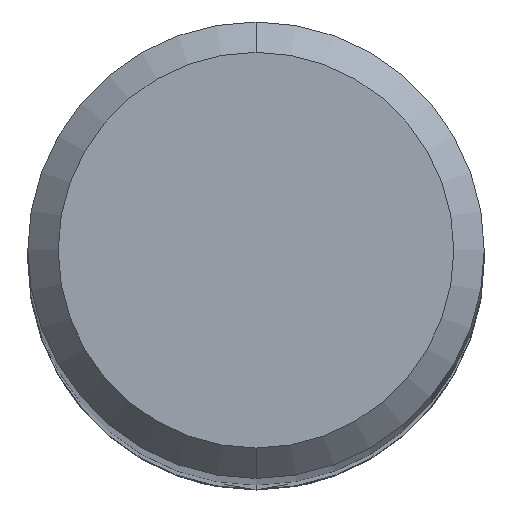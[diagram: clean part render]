
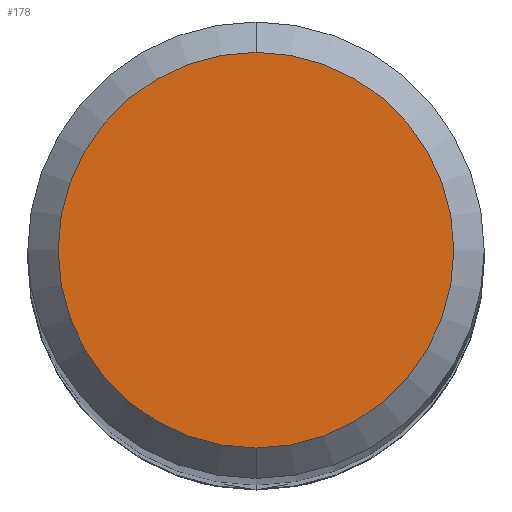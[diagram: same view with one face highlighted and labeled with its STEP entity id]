
A CAD part, top view. The second image highlights one B-rep face of the part: STEP entity #178.
In plain terms, the highlighted planar face has unit normal (0, 0, 1).
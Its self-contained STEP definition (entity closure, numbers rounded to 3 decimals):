
#146=VERTEX_POINT('',#314);
#164=EDGE_CURVE('',#146,#196,#336,.T.);
#174=EDGE_CURVE('',#196,#146,#348,.T.);
#178=ADVANCED_FACE('',(#352),#353,.T.);
#196=VERTEX_POINT('',#372);
#314=CARTESIAN_POINT('',(0.0,2.6,0.0));
#336=CIRCLE('',#526,2.6);
#348=CIRCLE('',#543,2.6);
#352=FACE_OUTER_BOUND('',#549,.T.);
#353=PLANE('',#550);
#372=CARTESIAN_POINT('',(0.,-2.6,0.0));
#526=AXIS2_PLACEMENT_3D('',#742,#743,#744);
#543=AXIS2_PLACEMENT_3D('',#760,#761,#762);
#549=EDGE_LOOP('',(#765,#766));
#550=AXIS2_PLACEMENT_3D('',#767,#768,#769);
#742=CARTESIAN_POINT('',(0.0,0.0,0.0));
#743=DIRECTION('',(0.0,0.0,-1.0));
#744=DIRECTION('',(0.0,1.0,0.0));
#760=CARTESIAN_POINT('',(0.0,0.0,0.0));
#761=DIRECTION('',(0.0,0.0,-1.0));
#762=DIRECTION('',(0.0,1.0,0.0));
#765=ORIENTED_EDGE('',*,*,#164,.F.);
#766=ORIENTED_EDGE('',*,*,#174,.F.);
#767=CARTESIAN_POINT('',(0.0,1.3,0.0));
#768=DIRECTION('',(-0.0,0.0,1.0));
#769=DIRECTION('',(0.0,-1.0,0.0));
